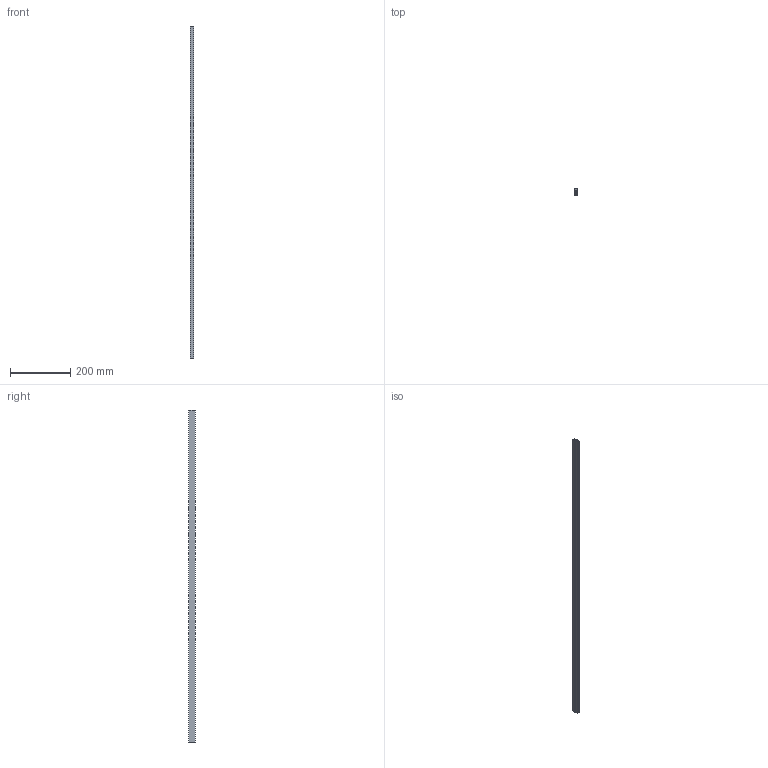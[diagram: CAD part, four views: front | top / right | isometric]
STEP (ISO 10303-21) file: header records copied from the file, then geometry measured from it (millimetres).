
FILE_DESCRIPTION (( 'STEP AP214' ), '1' );
FILE_NAME ('F000642,F000644,F000646_3D.step', '2022-10-10T14:04:31', ( '' ), ( '' ), 'SwSTEP 2.0', 'SolidWorks 2020', '' );
FILE_SCHEMA (( 'AUTOMOTIVE_DESIGN' ));
Length unit declared in the file: millimetre
Products named in the file (1): F000642,F000644,F000646_3D
Bounding box: 10 x 20 x 1100 mm (x, y, z)
Volume: 81572.3 mm3; surface area: 141468.8 mm2
Topology: 1 solids, 1 shells, 29 faces, 81 edges, 54 vertices
Faces by surface type: cylinder 17, plane 12
Entity records: 987 total; most frequent: DIRECTION 175, CARTESIAN_POINT 165, ORIENTED_EDGE 162, EDGE_CURVE 81, AXIS2_PLACEMENT_3D 64, VERTEX_POINT 54, VECTOR 47, LINE 47
